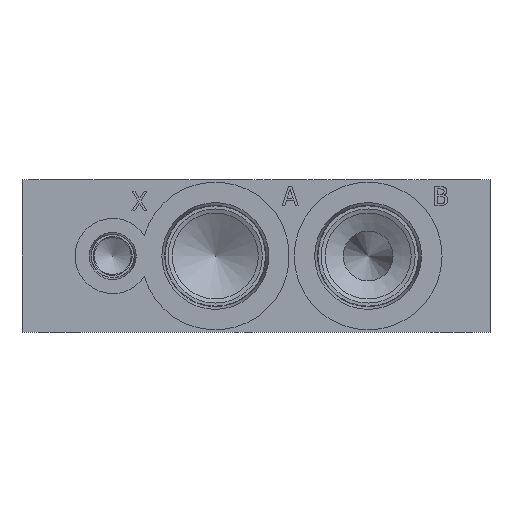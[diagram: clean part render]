
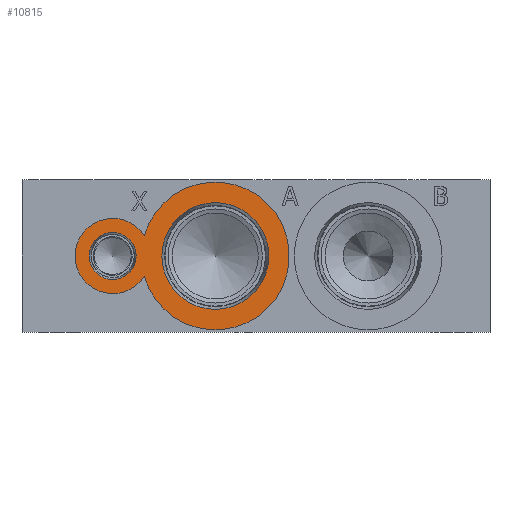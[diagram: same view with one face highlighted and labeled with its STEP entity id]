
A CAD part, left-side view. The second image highlights one B-rep face of the part: STEP entity #10815.
In plain terms, the highlighted planar face has unit normal (-1, 0, 0).
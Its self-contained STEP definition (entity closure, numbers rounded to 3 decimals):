
#202=CIRCLE('',#11309,24.562);
#203=CIRCLE('',#11311,17.755);
#204=CIRCLE('',#11312,17.755);
#219=CIRCLE('',#11337,12.51);
#220=CIRCLE('',#11339,7.798);
#221=CIRCLE('',#11340,7.798);
#366=FACE_BOUND('',#1992,.T.);
#367=FACE_BOUND('',#1993,.T.);
#1377=FACE_OUTER_BOUND('',#1991,.T.);
#1991=EDGE_LOOP('',(#9294,#9295));
#1992=EDGE_LOOP('',(#9296,#9297));
#1993=EDGE_LOOP('',(#9298,#9299));
#4944=VERTEX_POINT('',#18477);
#4945=VERTEX_POINT('',#18479);
#4946=VERTEX_POINT('',#18483);
#4947=VERTEX_POINT('',#18484);
#4963=VERTEX_POINT('',#18536);
#4964=VERTEX_POINT('',#18537);
#6411=EDGE_CURVE('',#4944,#4945,#202,.T.);
#6413=EDGE_CURVE('',#4946,#4947,#203,.T.);
#6414=EDGE_CURVE('',#4947,#4946,#204,.T.);
#6437=EDGE_CURVE('',#4945,#4944,#219,.T.);
#6438=EDGE_CURVE('',#4963,#4964,#220,.T.);
#6439=EDGE_CURVE('',#4964,#4963,#221,.T.);
#9294=ORIENTED_EDGE('',*,*,#6437,.F.);
#9295=ORIENTED_EDGE('',*,*,#6411,.F.);
#9296=ORIENTED_EDGE('',*,*,#6413,.T.);
#9297=ORIENTED_EDGE('',*,*,#6414,.T.);
#9298=ORIENTED_EDGE('',*,*,#6438,.T.);
#9299=ORIENTED_EDGE('',*,*,#6439,.T.);
#9871=PLANE('',#11338);
#10815=ADVANCED_FACE('',(#1377,#366,#367),#9871,.F.);
#11309=AXIS2_PLACEMENT_3D('',#18480,#13272,#13273);
#11311=AXIS2_PLACEMENT_3D('',#18485,#13277,#13278);
#11312=AXIS2_PLACEMENT_3D('',#18486,#13279,#13280);
#11337=AXIS2_PLACEMENT_3D('',#18534,#13337,#13338);
#11338=AXIS2_PLACEMENT_3D('',#18535,#13339,#13340);
#11339=AXIS2_PLACEMENT_3D('',#18538,#13341,#13342);
#11340=AXIS2_PLACEMENT_3D('',#18539,#13343,#13344);
#13272=DIRECTION('center_axis',(1.,0.,0.));
#13273=DIRECTION('ref_axis',(0.,0.,-1.));
#13277=DIRECTION('center_axis',(1.,0.,0.));
#13278=DIRECTION('ref_axis',(0.,0.,-1.));
#13279=DIRECTION('center_axis',(1.,0.,0.));
#13280=DIRECTION('ref_axis',(0.,0.,-1.));
#13337=DIRECTION('center_axis',(1.,0.,0.));
#13338=DIRECTION('ref_axis',(0.,0.,-1.));
#13339=DIRECTION('center_axis',(1.,0.,0.));
#13340=DIRECTION('ref_axis',(0.,0.,-1.));
#13341=DIRECTION('center_axis',(1.,0.,0.));
#13342=DIRECTION('ref_axis',(0.,0.,-1.));
#13343=DIRECTION('center_axis',(1.,0.,0.));
#13344=DIRECTION('ref_axis',(0.,0.,-1.));
#18477=CARTESIAN_POINT('',(0.787,114.918,32.189));
#18479=CARTESIAN_POINT('',(0.787,114.918,18.611));
#18480=CARTESIAN_POINT('Origin',(0.787,91.313,25.4));
#18483=CARTESIAN_POINT('',(0.787,91.313,43.155));
#18484=CARTESIAN_POINT('',(0.787,91.313,7.645));
#18485=CARTESIAN_POINT('Origin',(0.787,91.313,25.4));
#18486=CARTESIAN_POINT('Origin',(0.787,91.313,25.4));
#18534=CARTESIAN_POINT('Origin',(0.787,125.425,25.4));
#18535=CARTESIAN_POINT('Origin',(0.787,125.425,33.198));
#18536=CARTESIAN_POINT('',(0.787,125.425,33.198));
#18537=CARTESIAN_POINT('',(0.787,125.425,17.602));
#18538=CARTESIAN_POINT('Origin',(0.787,125.425,25.4));
#18539=CARTESIAN_POINT('Origin',(0.787,125.425,25.4));
